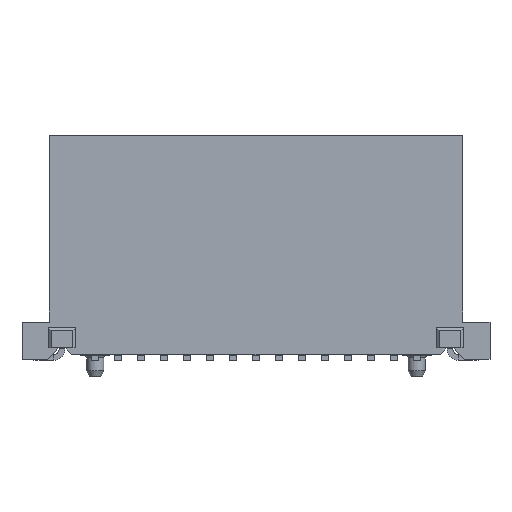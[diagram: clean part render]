
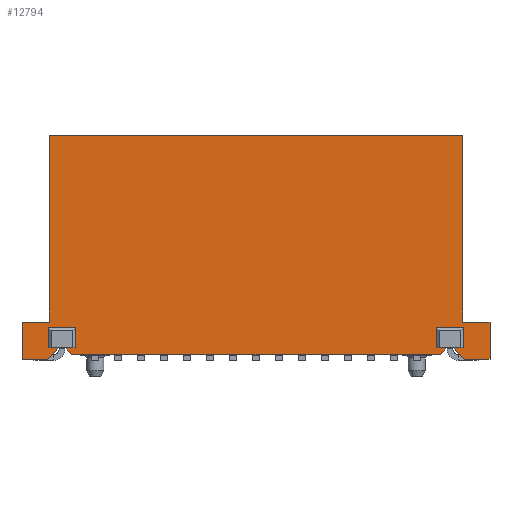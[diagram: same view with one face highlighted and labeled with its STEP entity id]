
A CAD part, front view. The second image highlights one B-rep face of the part: STEP entity #12794.
In plain terms, the highlighted planar face has unit normal (0, -1, 0).
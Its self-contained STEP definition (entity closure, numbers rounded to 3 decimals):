
#45=CARTESIAN_POINT('',(-7.2,-1.75,1.3));
#46=VERTEX_POINT('',#45);
#53=CARTESIAN_POINT('',(-7.2,-1.75,7.8));
#54=VERTEX_POINT('',#53);
#55=CARTESIAN_POINT('',(-7.2,-1.75,1.3));
#56=DIRECTION('',(0.,0.,1.));
#57=VECTOR('',#56,6.5);
#58=LINE('',#55,#57);
#59=EDGE_CURVE('',#46,#54,#58,.T.);
#85=CARTESIAN_POINT('',(7.2,-1.75,7.8));
#86=VERTEX_POINT('',#85);
#93=CARTESIAN_POINT('',(7.2,-1.75,1.3));
#94=VERTEX_POINT('',#93);
#95=CARTESIAN_POINT('',(7.2,-1.75,7.8));
#96=DIRECTION('',(0.,0.,-1.));
#97=VECTOR('',#96,6.5);
#98=LINE('',#95,#97);
#99=EDGE_CURVE('',#86,#94,#98,.T.);
#122=CARTESIAN_POINT('',(-7.2,-1.75,7.8));
#123=DIRECTION('',(1.,0.,0.));
#124=VECTOR('',#123,14.4);
#125=LINE('',#122,#124);
#126=EDGE_CURVE('',#54,#86,#125,.T.);
#1093=CARTESIAN_POINT('',(8.15,-1.75,0.));
#1094=VERTEX_POINT('',#1093);
#1111=CARTESIAN_POINT('',(8.15,-1.75,1.3));
#1112=VERTEX_POINT('',#1111);
#1119=CARTESIAN_POINT('',(8.15,-1.75,1.3));
#1120=DIRECTION('',(0.,0.,-1.));
#1121=VECTOR('',#1120,1.3);
#1122=LINE('',#1119,#1121);
#1123=EDGE_CURVE('',#1112,#1094,#1122,.T.);
#1133=CARTESIAN_POINT('',(-8.15,-1.75,0.));
#1134=VERTEX_POINT('',#1133);
#1135=CARTESIAN_POINT('',(-8.15,-1.75,1.3));
#1136=VERTEX_POINT('',#1135);
#1137=CARTESIAN_POINT('',(-8.15,-1.75,0.));
#1138=DIRECTION('',(0.,0.,1.));
#1139=VECTOR('',#1138,1.3);
#1140=LINE('',#1137,#1139);
#1141=EDGE_CURVE('',#1134,#1136,#1140,.T.);
#1220=CARTESIAN_POINT('',(7.2,-1.75,1.3));
#1221=DIRECTION('',(1.,0.,0.));
#1222=VECTOR('',#1221,0.95);
#1223=LINE('',#1220,#1222);
#1224=EDGE_CURVE('',#94,#1112,#1223,.T.);
#1288=CARTESIAN_POINT('',(-8.15,-1.75,1.3));
#1289=DIRECTION('',(1.,0.,0.));
#1290=VECTOR('',#1289,0.95);
#1291=LINE('',#1288,#1290);
#1292=EDGE_CURVE('',#1136,#46,#1291,.T.);
#2543=CARTESIAN_POINT('',(-7.26,-1.75,0.));
#2544=VERTEX_POINT('',#2543);
#2551=CARTESIAN_POINT('',(-7.26,-1.75,0.));
#2552=DIRECTION('',(-1.,0.,0.));
#2553=VECTOR('',#2552,0.89);
#2554=LINE('',#2551,#2553);
#2555=EDGE_CURVE('',#2544,#1134,#2554,.T.);
#2566=CARTESIAN_POINT('',(7.26,-1.75,0.));
#2567=VERTEX_POINT('',#2566);
#2568=CARTESIAN_POINT('',(8.15,-1.75,0.));
#2569=DIRECTION('',(-1.,0.,0.));
#2570=VECTOR('',#2569,0.89);
#2571=LINE('',#2568,#2570);
#2572=EDGE_CURVE('',#1094,#2567,#2571,.T.);
#2654=CARTESIAN_POINT('',(6.416,-1.75,0.166));
#2655=VERTEX_POINT('',#2654);
#2656=CARTESIAN_POINT('',(-6.416,-1.75,0.166));
#2657=VERTEX_POINT('',#2656);
#2658=CARTESIAN_POINT('',(6.416,-1.75,0.166));
#2659=DIRECTION('',(-1.,0.,0.));
#2660=VECTOR('',#2659,12.831);
#2661=LINE('',#2658,#2660);
#2662=EDGE_CURVE('',#2655,#2657,#2661,.T.);
#3300=CARTESIAN_POINT('',(6.86,-1.75,0.4));
#3301=VERTEX_POINT('',#3300);
#3374=CARTESIAN_POINT('',(7.26,-1.75,0.));
#3375=DIRECTION('',(-0.707,0.,0.707));
#3376=VECTOR('',#3375,0.566);
#3377=LINE('',#3374,#3376);
#3378=EDGE_CURVE('',#2567,#3301,#3377,.T.);
#3454=CARTESIAN_POINT('',(-6.86,-1.75,0.4));
#3455=VERTEX_POINT('',#3454);
#3462=CARTESIAN_POINT('',(-6.86,-1.75,0.4));
#3463=DIRECTION('',(-0.707,0.,-0.707));
#3464=VECTOR('',#3463,0.566);
#3465=LINE('',#3462,#3464);
#3466=EDGE_CURVE('',#3455,#2544,#3465,.T.);
#3542=CARTESIAN_POINT('',(-6.65,-1.75,0.4));
#3543=VERTEX_POINT('',#3542);
#3544=CARTESIAN_POINT('',(-6.416,-1.75,0.166));
#3545=DIRECTION('',(-0.707,0.,0.707));
#3546=VECTOR('',#3545,0.332);
#3547=LINE('',#3544,#3546);
#3548=EDGE_CURVE('',#2657,#3543,#3547,.T.);
#3582=CARTESIAN_POINT('',(6.65,-1.75,0.4));
#3583=VERTEX_POINT('',#3582);
#3590=CARTESIAN_POINT('',(6.65,-1.75,0.4));
#3591=DIRECTION('',(-0.707,0.,-0.707));
#3592=VECTOR('',#3591,0.332);
#3593=LINE('',#3590,#3592);
#3594=EDGE_CURVE('',#3583,#2655,#3593,.T.);
#12697=CARTESIAN_POINT('',(0.,-1.75,3.9));
#12698=DIRECTION('',(1.,0.,0.));
#12699=DIRECTION('',(0.,-1.,0.));
#12700=AXIS2_PLACEMENT_3D('',#12697,#12699,#12698);
#12701=PLANE('',#12700);
#12702=ORIENTED_EDGE('',*,*,#2555,.F.);
#12703=ORIENTED_EDGE('',*,*,#3466,.F.);
#12704=CARTESIAN_POINT('',(-7.23,-1.75,0.4));
#12705=VERTEX_POINT('',#12704);
#12706=CARTESIAN_POINT('',(-6.86,-1.75,0.4));
#12707=DIRECTION('',(-1.,0.,0.));
#12708=VECTOR('',#12707,0.37);
#12709=LINE('',#12706,#12708);
#12710=EDGE_CURVE('',#3455,#12705,#12709,.T.);
#12711=ORIENTED_EDGE('',*,*,#12710,.T.);
#12712=CARTESIAN_POINT('',(-7.23,-1.75,1.1));
#12713=VERTEX_POINT('',#12712);
#12714=CARTESIAN_POINT('',(-7.23,-1.75,0.4));
#12715=DIRECTION('',(0.,0.,1.));
#12716=VECTOR('',#12715,0.7);
#12717=LINE('',#12714,#12716);
#12718=EDGE_CURVE('',#12705,#12713,#12717,.T.);
#12719=ORIENTED_EDGE('',*,*,#12718,.T.);
#12720=CARTESIAN_POINT('',(-6.28,-1.75,1.1));
#12721=VERTEX_POINT('',#12720);
#12722=CARTESIAN_POINT('',(-7.23,-1.75,1.1));
#12723=DIRECTION('',(1.,0.,0.));
#12724=VECTOR('',#12723,0.95);
#12725=LINE('',#12722,#12724);
#12726=EDGE_CURVE('',#12713,#12721,#12725,.T.);
#12727=ORIENTED_EDGE('',*,*,#12726,.T.);
#12728=CARTESIAN_POINT('',(-6.28,-1.75,0.4));
#12729=VERTEX_POINT('',#12728);
#12730=CARTESIAN_POINT('',(-6.28,-1.75,1.1));
#12731=DIRECTION('',(0.,0.,-1.));
#12732=VECTOR('',#12731,0.7);
#12733=LINE('',#12730,#12732);
#12734=EDGE_CURVE('',#12721,#12729,#12733,.T.);
#12735=ORIENTED_EDGE('',*,*,#12734,.T.);
#12736=CARTESIAN_POINT('',(-6.28,-1.75,0.4));
#12737=DIRECTION('',(-1.,0.,0.));
#12738=VECTOR('',#12737,0.37);
#12739=LINE('',#12736,#12738);
#12740=EDGE_CURVE('',#12729,#3543,#12739,.T.);
#12741=ORIENTED_EDGE('',*,*,#12740,.T.);
#12742=ORIENTED_EDGE('',*,*,#3548,.F.);
#12743=ORIENTED_EDGE('',*,*,#2662,.F.);
#12744=ORIENTED_EDGE('',*,*,#3594,.F.);
#12745=CARTESIAN_POINT('',(6.28,-1.75,0.4));
#12746=VERTEX_POINT('',#12745);
#12747=CARTESIAN_POINT('',(6.65,-1.75,0.4));
#12748=DIRECTION('',(-1.,0.,0.));
#12749=VECTOR('',#12748,0.37);
#12750=LINE('',#12747,#12749);
#12751=EDGE_CURVE('',#3583,#12746,#12750,.T.);
#12752=ORIENTED_EDGE('',*,*,#12751,.T.);
#12753=CARTESIAN_POINT('',(6.28,-1.75,1.1));
#12754=VERTEX_POINT('',#12753);
#12755=CARTESIAN_POINT('',(6.28,-1.75,0.4));
#12756=DIRECTION('',(0.,0.,1.));
#12757=VECTOR('',#12756,0.7);
#12758=LINE('',#12755,#12757);
#12759=EDGE_CURVE('',#12746,#12754,#12758,.T.);
#12760=ORIENTED_EDGE('',*,*,#12759,.T.);
#12761=CARTESIAN_POINT('',(7.23,-1.75,1.1));
#12762=VERTEX_POINT('',#12761);
#12763=CARTESIAN_POINT('',(6.28,-1.75,1.1));
#12764=DIRECTION('',(1.,0.,0.));
#12765=VECTOR('',#12764,0.95);
#12766=LINE('',#12763,#12765);
#12767=EDGE_CURVE('',#12754,#12762,#12766,.T.);
#12768=ORIENTED_EDGE('',*,*,#12767,.T.);
#12769=CARTESIAN_POINT('',(7.23,-1.75,0.4));
#12770=VERTEX_POINT('',#12769);
#12771=CARTESIAN_POINT('',(7.23,-1.75,1.1));
#12772=DIRECTION('',(0.,0.,-1.));
#12773=VECTOR('',#12772,0.7);
#12774=LINE('',#12771,#12773);
#12775=EDGE_CURVE('',#12762,#12770,#12774,.T.);
#12776=ORIENTED_EDGE('',*,*,#12775,.T.);
#12777=CARTESIAN_POINT('',(7.23,-1.75,0.4));
#12778=DIRECTION('',(-1.,0.,0.));
#12779=VECTOR('',#12778,0.37);
#12780=LINE('',#12777,#12779);
#12781=EDGE_CURVE('',#12770,#3301,#12780,.T.);
#12782=ORIENTED_EDGE('',*,*,#12781,.T.);
#12783=ORIENTED_EDGE('',*,*,#3378,.F.);
#12784=ORIENTED_EDGE('',*,*,#2572,.F.);
#12785=ORIENTED_EDGE('',*,*,#1123,.F.);
#12786=ORIENTED_EDGE('',*,*,#1224,.F.);
#12787=ORIENTED_EDGE('',*,*,#99,.F.);
#12788=ORIENTED_EDGE('',*,*,#126,.F.);
#12789=ORIENTED_EDGE('',*,*,#59,.F.);
#12790=ORIENTED_EDGE('',*,*,#1292,.F.);
#12791=ORIENTED_EDGE('',*,*,#1141,.F.);
#12792=EDGE_LOOP('',(#12702,#12703,#12711,#12719,#12727,#12735,#12741,#12742,#12743,#12744,#12752,#12760,#12768,#12776,#12782,#12783,#12784,#12785,#12786,#12787,#12788,#12789,#12790,#12791));
#12793=FACE_OUTER_BOUND('',#12792,.T.);
#12794=ADVANCED_FACE('',(#12793),#12701,.T.);
